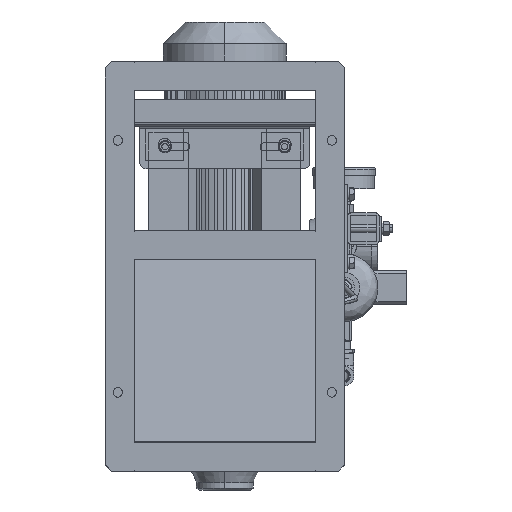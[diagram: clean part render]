
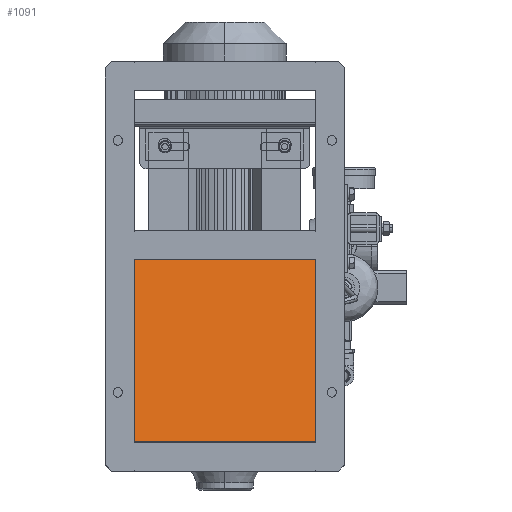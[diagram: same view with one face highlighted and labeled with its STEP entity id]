
A CAD part, front view. The second image highlights one B-rep face of the part: STEP entity #1091.
In plain terms, the highlighted planar face has unit normal (0, -0.985, 0.17).
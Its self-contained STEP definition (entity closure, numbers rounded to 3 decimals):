
#1091 = ADVANCED_FACE ( 'NONE', ( #35190 ), #6197, .F. ) ;
#1247 = EDGE_LOOP ( 'NONE', ( #53472, #1991, #88890, #28254 ) ) ;
#1991 = ORIENTED_EDGE ( 'NONE', *, *, #67572, .T. ) ;
#3043 = CARTESIAN_POINT ( 'NONE',  ( -144., -252.985, -78.657 ) ) ;
#5582 = AXIS2_PLACEMENT_3D ( 'NONE', #21702, #90456, #23892 ) ;
#6197 = PLANE ( 'NONE',  #5582 ) ;
#7395 = CARTESIAN_POINT ( 'NONE',  ( -144., -202.985, 211. ) ) ;
#10090 = CARTESIAN_POINT ( 'NONE',  ( 144., -202.985, 211. ) ) ;
#11992 = VECTOR ( 'NONE', #63479, 1000. ) ;
#14393 = DIRECTION ( 'NONE',  ( 0., -0.17, -0.985 ) ) ;
#14641 = LINE ( 'NONE', #38645, #11992 ) ;
#16033 = VECTOR ( 'NONE', #34290, 1000. ) ;
#19017 = DIRECTION ( 'NONE',  ( -1., 0., 0. ) ) ;
#21702 = CARTESIAN_POINT ( 'NONE',  ( 144., -252.985, -78.657 ) ) ;
#23892 = DIRECTION ( 'NONE',  ( 0., 0.17, 0.985 ) ) ;
#24599 = VERTEX_POINT ( 'NONE', #65096 ) ;
#28254 = ORIENTED_EDGE ( 'NONE', *, *, #42827, .F. ) ;
#34290 = DIRECTION ( 'NONE',  ( 0., -0.17, -0.985 ) ) ;
#35190 = FACE_OUTER_BOUND ( 'NONE', #1247, .T. ) ;
#38645 = CARTESIAN_POINT ( 'NONE',  ( 144., -202.985, 211. ) ) ;
#42827 = EDGE_CURVE ( 'NONE', #73153, #61254, #103465, .T. ) ;
#44924 = VERTEX_POINT ( 'NONE', #7395 ) ;
#47015 = CARTESIAN_POINT ( 'NONE',  ( 144., -252.985, -78.657 ) ) ;
#53472 = ORIENTED_EDGE ( 'NONE', *, *, #97226, .T. ) ;
#58983 = VECTOR ( 'NONE', #14393, 1000. ) ;
#61254 = VERTEX_POINT ( 'NONE', #105107 ) ;
#63479 = DIRECTION ( 'NONE',  ( -1., 0., 0. ) ) ;
#64407 = EDGE_CURVE ( 'NONE', #61254, #24599, #91957, .T. ) ;
#65096 = CARTESIAN_POINT ( 'NONE',  ( -144., -252.985, -78.657 ) ) ;
#65822 = VECTOR ( 'NONE', #19017, 1000. ) ;
#67572 = EDGE_CURVE ( 'NONE', #44924, #24599, #106344, .T. ) ;
#69918 = CARTESIAN_POINT ( 'NONE',  ( 144., -252.985, -78.657 ) ) ;
#73153 = VERTEX_POINT ( 'NONE', #10090 ) ;
#88890 = ORIENTED_EDGE ( 'NONE', *, *, #64407, .F. ) ;
#90456 = DIRECTION ( 'NONE',  ( 0., 0.985, -0.17 ) ) ;
#91957 = LINE ( 'NONE', #69918, #65822 ) ;
#97226 = EDGE_CURVE ( 'NONE', #73153, #44924, #14641, .T. ) ;
#103465 = LINE ( 'NONE', #47015, #58983 ) ;
#105107 = CARTESIAN_POINT ( 'NONE',  ( 144., -252.985, -78.657 ) ) ;
#106344 = LINE ( 'NONE', #3043, #16033 ) ;
